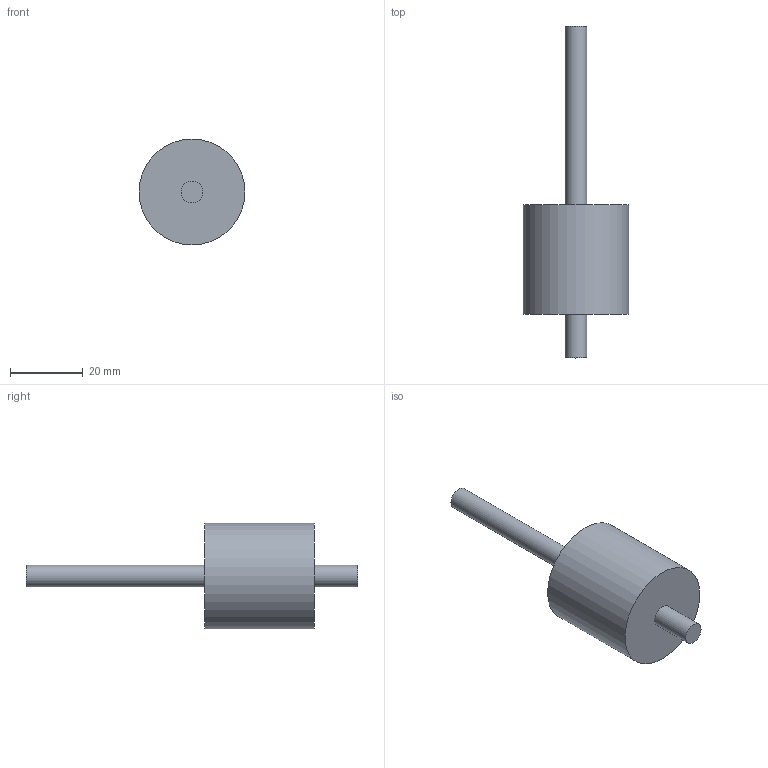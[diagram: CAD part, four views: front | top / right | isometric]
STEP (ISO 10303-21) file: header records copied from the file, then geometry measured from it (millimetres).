
FILE_DESCRIPTION(/* description */ (''),/* implementation_level */ '2;1');
FILE_NAME(/* name */ '1_Asse_cuscinetti_ipt_30a453df.STEP',/* time_stamp */ '2020-02-10T12:18:19+01:00',/* author */ ('socci'),/* organization */ (''),/* preprocessor_version */ 'ST-DEVELOPER v18',/* originating_system */ 'Autodesk Inventor 2020',/* authorisation */ '');
FILE_SCHEMA (('AUTOMOTIVE_DESIGN { 1 0 10303 214 3 1 1 }'));
Length unit declared in the file: millimetre
Products named in the file (1): 1_Asse_cuscinetti
Bounding box: 29 x 91 x 29 mm (x, y, z)
Volume: 21540.3 mm3; surface area: 5204 mm2
Topology: 1 solids, 1 shells, 7 faces, 13 edges, 10 vertices
Faces by surface type: plane 4, cylinder 3
Full cylindrical faces by diameter (mm): 6 x2, 29 x1
Entity records: 230 total; most frequent: DIRECTION 39, CARTESIAN_POINT 31, ORIENTED_EDGE 26, AXIS2_PLACEMENT_3D 18, EDGE_CURVE 13, CIRCLE 10, VERTEX_POINT 10, EDGE_LOOP 9
